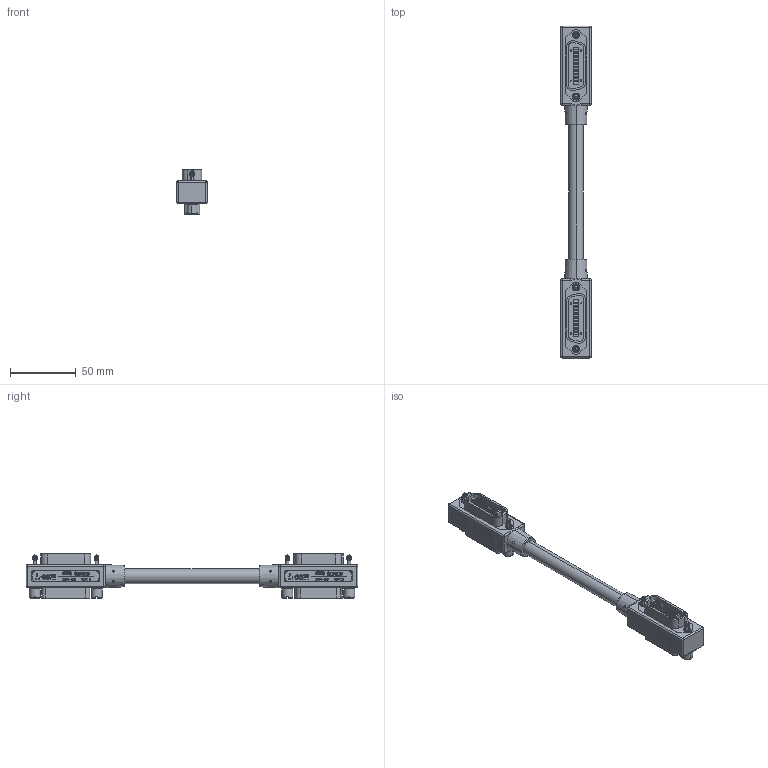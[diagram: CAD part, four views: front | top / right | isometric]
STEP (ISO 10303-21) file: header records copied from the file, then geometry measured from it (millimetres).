
FILE_DESCRIPTION (( 'STEP AP214' ), '1' );
FILE_NAME ('CMB24.STEP', '2020-08-20T15:35:32', ( '' ), ( '' ), 'SwSTEP 2.0', 'SolidWorks 2018', '' );
FILE_SCHEMA (( 'AUTOMOTIVE_DESIGN' ));
Length unit declared in the file: inch
Products named in the file (8): 3AB05-011; MTN-064; 3AB05-003; 3AA07-013; CMB24; 3AC03-021; 3AC01-005; 3AB05-004
Assembly tree (12 placements, depth 3):
  CMB24
    3AC03-021
    3AB05-011  x2
      MTN-064
      3AA07-013
      3AB05-003
      3AB05-004
    3AC01-005  x4
Bounding box: 23 x 251.6 x 33.7 mm (x, y, z)
Volume: 73877.8 mm3; surface area: 41027.9 mm2
Topology: 15 solids, 15 shells, 4174 faces, 10512 edges, 6868 vertices
Faces by surface type: plane 2710, bspline 696, cylinder 420, cone 320, sphere 16, torus 12
Entity records: 70004 total; most frequent: CARTESIAN_POINT 20493, ORIENTED_EDGE 8146, DIRECTION 7080, EDGE_CURVE 4073, VECTOR 3138, LINE 3138, VERTEX_POINT 2674, AXIS2_PLACEMENT_3D 1971
